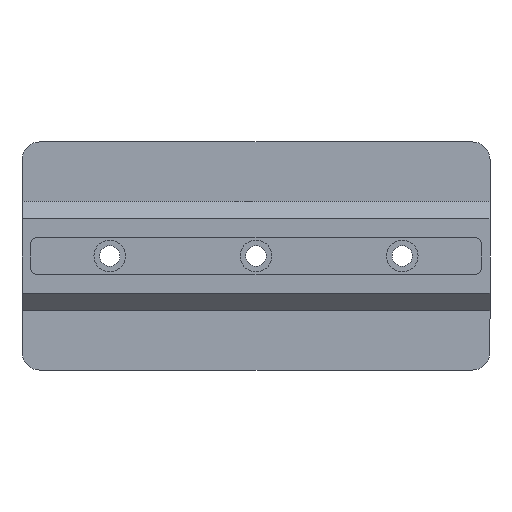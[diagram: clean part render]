
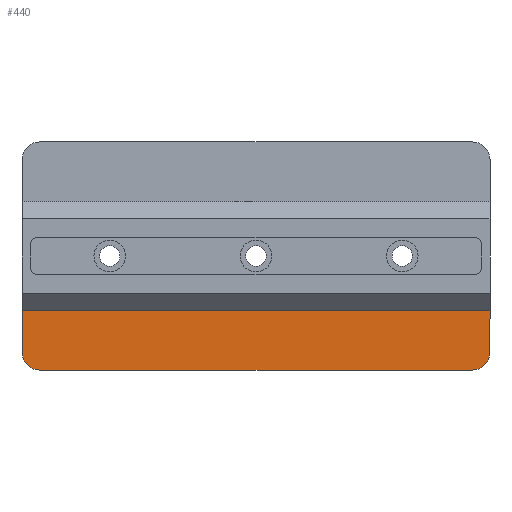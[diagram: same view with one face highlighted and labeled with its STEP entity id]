
A CAD part, front view. The second image highlights one B-rep face of the part: STEP entity #440.
In plain terms, the highlighted planar face has unit normal (0, -1, 0).
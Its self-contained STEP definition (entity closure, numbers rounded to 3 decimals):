
#17 = ORIENTED_EDGE ( 'NONE', *, *, #1120, .F. ) ;
#67 = CARTESIAN_POINT ( 'NONE',  ( 40., -2.5, -4.85 ) ) ;
#86 = VERTEX_POINT ( 'NONE', #992 ) ;
#109 = FACE_OUTER_BOUND ( 'NONE', #1685, .T. ) ;
#169 = VERTEX_POINT ( 'NONE', #1931 ) ;
#189 = DIRECTION ( 'NONE',  ( 1., 0., 0. ) ) ;
#218 = DIRECTION ( 'NONE',  ( 0., 0., -1. ) ) ;
#268 = EDGE_CURVE ( 'NONE', #1826, #777, #829, .T. ) ;
#409 = AXIS2_PLACEMENT_3D ( 'NONE', #2018, #758, #218 ) ;
#440 = ADVANCED_FACE ( 'NONE', ( #109 ), #2157, .F. ) ;
#481 = ORIENTED_EDGE ( 'NONE', *, *, #1218, .F. ) ;
#497 = CARTESIAN_POINT ( 'NONE',  ( 37., -2.5, -16.5 ) ) ;
#548 = VECTOR ( 'NONE', #1233, 1000. ) ;
#638 = ORIENTED_EDGE ( 'NONE', *, *, #1914, .T. ) ;
#641 = ORIENTED_EDGE ( 'NONE', *, *, #1814, .F. ) ;
#758 = DIRECTION ( 'NONE',  ( 0., 1., 0. ) ) ;
#777 = VERTEX_POINT ( 'NONE', #2218 ) ;
#801 = CARTESIAN_POINT ( 'NONE',  ( 40., -2.5, -16.5 ) ) ;
#829 = LINE ( 'NONE', #2087, #548 ) ;
#872 = CARTESIAN_POINT ( 'NONE',  ( -40., -2.5, -19.5 ) ) ;
#916 = VECTOR ( 'NONE', #189, 1000. ) ;
#940 = LINE ( 'NONE', #1621, #916 ) ;
#992 = CARTESIAN_POINT ( 'NONE',  ( -40., -2.5, -16.5 ) ) ;
#1042 = CARTESIAN_POINT ( 'NONE',  ( -37., -2.5, -19.5 ) ) ;
#1061 = DIRECTION ( 'NONE',  ( 0., 1., 0. ) ) ;
#1120 = EDGE_CURVE ( 'NONE', #169, #2114, #940, .T. ) ;
#1140 = ORIENTED_EDGE ( 'NONE', *, *, #268, .T. ) ;
#1159 = DIRECTION ( 'NONE',  ( 0., 0., 1. ) ) ;
#1218 = EDGE_CURVE ( 'NONE', #1826, #86, #2105, .T. ) ;
#1233 = DIRECTION ( 'NONE',  ( 1., 0., 0. ) ) ;
#1235 = DIRECTION ( 'NONE',  ( 0., 1., 0. ) ) ;
#1332 = ORIENTED_EDGE ( 'NONE', *, *, #2273, .T. ) ;
#1438 = AXIS2_PLACEMENT_3D ( 'NONE', #2128, #1061, #1585 ) ;
#1544 = DIRECTION ( 'NONE',  ( 0., 0., -1. ) ) ;
#1585 = DIRECTION ( 'NONE',  ( 0., 0., 1. ) ) ;
#1621 = CARTESIAN_POINT ( 'NONE',  ( 0., -2.5, -4.85 ) ) ;
#1685 = EDGE_LOOP ( 'NONE', ( #481, #1140, #641, #1332, #17, #638 ) ) ;
#1733 = VECTOR ( 'NONE', #1544, 1000. ) ;
#1814 = EDGE_CURVE ( 'NONE', #2238, #777, #1982, .T. ) ;
#1826 = VERTEX_POINT ( 'NONE', #1042 ) ;
#1872 = CARTESIAN_POINT ( 'NONE',  ( 40., -2.5, -19.5 ) ) ;
#1898 = LINE ( 'NONE', #872, #1733 ) ;
#1914 = EDGE_CURVE ( 'NONE', #169, #86, #1898, .T. ) ;
#1931 = CARTESIAN_POINT ( 'NONE',  ( -40., -2.5, -4.85 ) ) ;
#1982 = CIRCLE ( 'NONE', #1984, 3. ) ;
#1984 = AXIS2_PLACEMENT_3D ( 'NONE', #497, #1235, #2080 ) ;
#2018 = CARTESIAN_POINT ( 'NONE',  ( -37., -2.5, -16.5 ) ) ;
#2080 = DIRECTION ( 'NONE',  ( 0., 0., -1. ) ) ;
#2087 = CARTESIAN_POINT ( 'NONE',  ( -40., -2.5, -19.5 ) ) ;
#2105 = CIRCLE ( 'NONE', #409, 3. ) ;
#2114 = VERTEX_POINT ( 'NONE', #67 ) ;
#2128 = CARTESIAN_POINT ( 'NONE',  ( 0., -2.5, 0. ) ) ;
#2157 = PLANE ( 'NONE',  #1438 ) ;
#2218 = CARTESIAN_POINT ( 'NONE',  ( 37., -2.5, -19.5 ) ) ;
#2238 = VERTEX_POINT ( 'NONE', #801 ) ;
#2244 = VECTOR ( 'NONE', #1159, 1000. ) ;
#2269 = LINE ( 'NONE', #1872, #2244 ) ;
#2273 = EDGE_CURVE ( 'NONE', #2238, #2114, #2269, .T. ) ;
